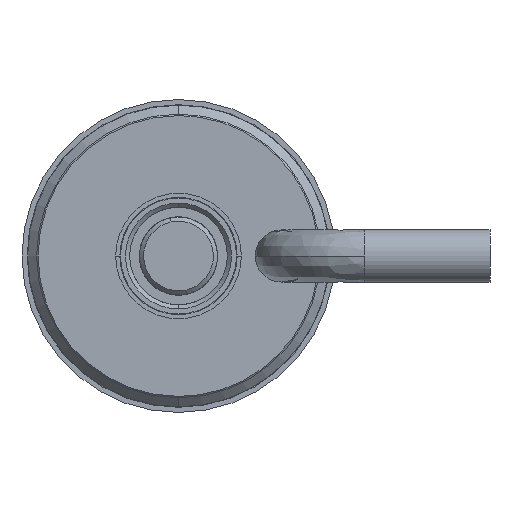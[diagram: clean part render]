
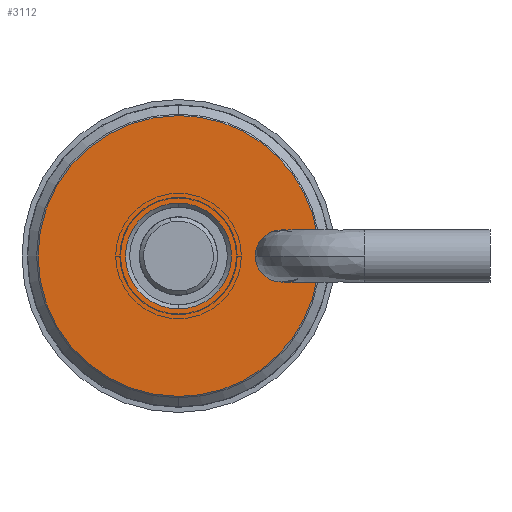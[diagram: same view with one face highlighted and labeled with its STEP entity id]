
A CAD part, left-side view. The second image highlights one B-rep face of the part: STEP entity #3112.
In plain terms, the highlighted planar face has unit normal (-1, 0, 0).
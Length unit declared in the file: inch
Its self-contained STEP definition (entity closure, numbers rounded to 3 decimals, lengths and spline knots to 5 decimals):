
#57 = VERTEX_POINT ( 'NONE', #1113 ) ;
#60 = CARTESIAN_POINT ( 'NONE',  ( 0., 0.2365, 0.0525 ) ) ;
#126 = DIRECTION ( 'NONE',  ( 0., 0., -1. ) ) ;
#206 = CARTESIAN_POINT ( 'NONE',  ( 0., 0.2365, 0.0525 ) ) ;
#310 = DIRECTION ( 'NONE',  ( 1., 0., 0. ) ) ;
#388 = EDGE_CURVE ( 'NONE', #1986, #2836, #2739, .T. ) ;
#467 = EDGE_CURVE ( 'NONE', #2115, #3191, #2858, .T. ) ;
#497 = LINE ( 'NONE', #1107, #2334 ) ;
#512 = AXIS2_PLACEMENT_3D ( 'NONE', #2663, #728, #2143 ) ;
#533 = ORIENTED_EDGE ( 'NONE', *, *, #2018, .T. ) ;
#578 = EDGE_CURVE ( 'NONE', #3151, #2040, #497, .T. ) ;
#580 = ORIENTED_EDGE ( 'NONE', *, *, #388, .F. ) ;
#615 = EDGE_LOOP ( 'NONE', ( #2822, #580 ) ) ;
#637 = ORIENTED_EDGE ( 'NONE', *, *, #467, .F. ) ;
#684 = CARTESIAN_POINT ( 'NONE',  ( 0., 0., 0. ) ) ;
#728 = DIRECTION ( 'NONE',  ( -1., 0., 0. ) ) ;
#876 = AXIS2_PLACEMENT_3D ( 'NONE', #1230, #2172, #2980 ) ;
#882 = VECTOR ( 'NONE', #1055, 39.37008 ) ;
#957 = CARTESIAN_POINT ( 'NONE',  ( 0., 0.2365, -0.0525 ) ) ;
#1002 = DIRECTION ( 'NONE',  ( 0., 0., -1. ) ) ;
#1016 = CARTESIAN_POINT ( 'NONE',  ( 0., 0., 0. ) ) ;
#1051 = CARTESIAN_POINT ( 'NONE',  ( 0., 0., 0. ) ) ;
#1055 = DIRECTION ( 'NONE',  ( 0., -1., 0. ) ) ;
#1107 = CARTESIAN_POINT ( 'NONE',  ( 0., 0.2365, -0.0525 ) ) ;
#1113 = CARTESIAN_POINT ( 'NONE',  ( 0., 0., -0.3365 ) ) ;
#1120 = ORIENTED_EDGE ( 'NONE', *, *, #3579, .T. ) ;
#1215 = EDGE_CURVE ( 'NONE', #3191, #57, #2019, .T. ) ;
#1230 = CARTESIAN_POINT ( 'NONE',  ( 0., 0., 0. ) ) ;
#1231 = CIRCLE ( 'NONE', #3335, 0.127 ) ;
#1255 = AXIS2_PLACEMENT_3D ( 'NONE', #3086, #310, #1756 ) ;
#1319 = ORIENTED_EDGE ( 'NONE', *, *, #578, .T. ) ;
#1494 = ORIENTED_EDGE ( 'NONE', *, *, #1215, .F. ) ;
#1534 = DIRECTION ( 'NONE',  ( 1., 0., 0. ) ) ;
#1628 = DIRECTION ( 'NONE',  ( -1., 0., 0. ) ) ;
#1648 = DIRECTION ( 'NONE',  ( 0., 1., 0. ) ) ;
#1756 = DIRECTION ( 'NONE',  ( 0., 0., -1. ) ) ;
#1814 = DIRECTION ( 'NONE',  ( 1., 0., 0. ) ) ;
#1868 = VERTEX_POINT ( 'NONE', #60 ) ;
#1870 = EDGE_CURVE ( 'NONE', #57, #2040, #2635, .T. ) ;
#1923 = AXIS2_PLACEMENT_3D ( 'NONE', #684, #1534, #126 ) ;
#1986 = VERTEX_POINT ( 'NONE', #2082 ) ;
#1998 = CIRCLE ( 'NONE', #2866, 0.0525 ) ;
#2018 = EDGE_CURVE ( 'NONE', #1868, #3151, #1998, .T. ) ;
#2019 = CIRCLE ( 'NONE', #1255, 0.3365 ) ;
#2040 = VERTEX_POINT ( 'NONE', #2921 ) ;
#2065 = EDGE_CURVE ( 'NONE', #2836, #1986, #1231, .T. ) ;
#2082 = CARTESIAN_POINT ( 'NONE',  ( 0., 0., -0.127 ) ) ;
#2115 = VERTEX_POINT ( 'NONE', #2188 ) ;
#2143 = DIRECTION ( 'NONE',  ( 0., 0., 1. ) ) ;
#2166 = DIRECTION ( 'NONE',  ( 0., 0., 1. ) ) ;
#2172 = DIRECTION ( 'NONE',  ( 1., 0., 0. ) ) ;
#2188 = CARTESIAN_POINT ( 'NONE',  ( 0., 0.33238, 0.0525 ) ) ;
#2334 = VECTOR ( 'NONE', #1648, 39.37008 ) ;
#2400 = CARTESIAN_POINT ( 'NONE',  ( 0., 0.2365, 0. ) ) ;
#2413 = FACE_OUTER_BOUND ( 'NONE', #3116, .T. ) ;
#2635 = CIRCLE ( 'NONE', #876, 0.3365 ) ;
#2663 = CARTESIAN_POINT ( 'NONE',  ( 0., 0., 0. ) ) ;
#2739 = CIRCLE ( 'NONE', #512, 0.127 ) ;
#2760 = LINE ( 'NONE', #206, #882 ) ;
#2822 = ORIENTED_EDGE ( 'NONE', *, *, #2065, .F. ) ;
#2836 = VERTEX_POINT ( 'NONE', #3622 ) ;
#2858 = CIRCLE ( 'NONE', #1923, 0.3365 ) ;
#2866 = AXIS2_PLACEMENT_3D ( 'NONE', #2400, #1814, #1002 ) ;
#2914 = DIRECTION ( 'NONE',  ( 1., 0., 0. ) ) ;
#2921 = CARTESIAN_POINT ( 'NONE',  ( 0., 0.33238, -0.0525 ) ) ;
#2980 = DIRECTION ( 'NONE',  ( 0., 0., -1. ) ) ;
#3086 = CARTESIAN_POINT ( 'NONE',  ( 0., 0., 0. ) ) ;
#3112 = ADVANCED_FACE ( 'NONE', ( #2413, #3521 ), #3194, .F. ) ;
#3116 = EDGE_LOOP ( 'NONE', ( #637, #1120, #533, #1319, #3311, #1494 ) ) ;
#3151 = VERTEX_POINT ( 'NONE', #957 ) ;
#3191 = VERTEX_POINT ( 'NONE', #3436 ) ;
#3194 = PLANE ( 'NONE',  #3342 ) ;
#3264 = DIRECTION ( 'NONE',  ( 0., 0., -1. ) ) ;
#3311 = ORIENTED_EDGE ( 'NONE', *, *, #1870, .F. ) ;
#3335 = AXIS2_PLACEMENT_3D ( 'NONE', #1051, #1628, #2166 ) ;
#3342 = AXIS2_PLACEMENT_3D ( 'NONE', #1016, #2914, #3264 ) ;
#3436 = CARTESIAN_POINT ( 'NONE',  ( 0., 0., 0.3365 ) ) ;
#3521 = FACE_BOUND ( 'NONE', #615, .T. ) ;
#3579 = EDGE_CURVE ( 'NONE', #2115, #1868, #2760, .T. ) ;
#3622 = CARTESIAN_POINT ( 'NONE',  ( 0., 0., 0.127 ) ) ;
